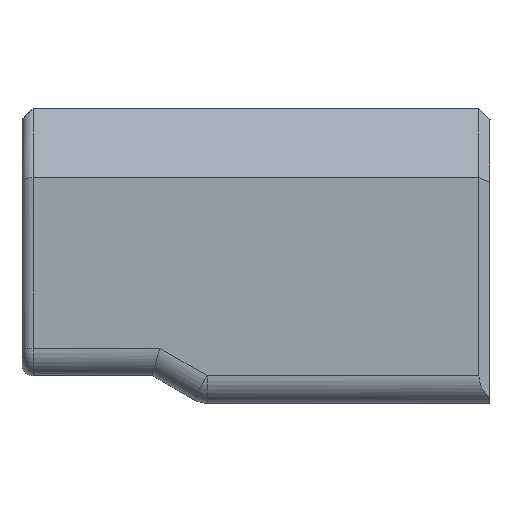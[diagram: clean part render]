
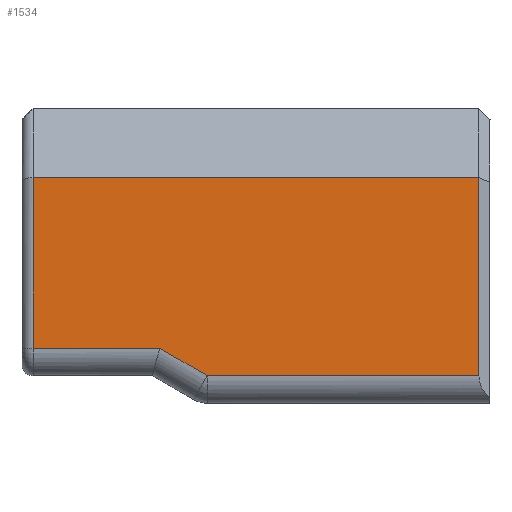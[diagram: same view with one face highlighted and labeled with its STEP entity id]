
A CAD part, left-side view. The second image highlights one B-rep face of the part: STEP entity #1534.
In plain terms, the highlighted planar face has unit normal (-1, 0, 0).
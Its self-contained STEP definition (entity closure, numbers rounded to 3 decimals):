
#111=PLANE('',#1697);
#179=FACE_OUTER_BOUND('',#278,.T.);
#278=EDGE_LOOP('',(#1205,#1206,#1207,#1208,#1209,#1210));
#383=LINE('',#3023,#498);
#384=LINE('',#3029,#499);
#386=LINE('',#3035,#501);
#387=LINE('',#3037,#502);
#388=LINE('',#3039,#503);
#389=LINE('',#3040,#504);
#498=VECTOR('',#2010,10.);
#499=VECTOR('',#2019,10.);
#501=VECTOR('',#2025,10.);
#502=VECTOR('',#2026,10.);
#503=VECTOR('',#2027,10.);
#504=VECTOR('',#2028,10.);
#719=VERTEX_POINT('',#3020);
#720=VERTEX_POINT('',#3022);
#721=VERTEX_POINT('',#3028);
#723=VERTEX_POINT('',#3034);
#724=VERTEX_POINT('',#3036);
#725=VERTEX_POINT('',#3038);
#896=EDGE_CURVE('',#719,#720,#383,.T.);
#899=EDGE_CURVE('',#720,#721,#384,.T.);
#902=EDGE_CURVE('',#719,#723,#386,.T.);
#903=EDGE_CURVE('',#723,#724,#387,.T.);
#904=EDGE_CURVE('',#725,#724,#388,.T.);
#905=EDGE_CURVE('',#721,#725,#389,.T.);
#1205=ORIENTED_EDGE('',*,*,#896,.F.);
#1206=ORIENTED_EDGE('',*,*,#902,.T.);
#1207=ORIENTED_EDGE('',*,*,#903,.T.);
#1208=ORIENTED_EDGE('',*,*,#904,.F.);
#1209=ORIENTED_EDGE('',*,*,#905,.F.);
#1210=ORIENTED_EDGE('',*,*,#899,.F.);
#1534=ADVANCED_FACE('',(#179),#111,.F.);
#1697=AXIS2_PLACEMENT_3D('',#3033,#2023,#2024);
#2010=DIRECTION('',(0.,1.,0.));
#2019=DIRECTION('',(0.,0.866,0.5));
#2023=DIRECTION('center_axis',(1.,0.,
0.));
#2024=DIRECTION('ref_axis',(0.,0.,-1.));
#2025=DIRECTION('',(0.,0.,1.));
#2026=DIRECTION('',(0.,1.,0.));
#2027=DIRECTION('',(0.,0.,1.));
#2028=DIRECTION('',(0.,1.,0.));
#3020=CARTESIAN_POINT('',(33.877,45.1,32.344));
#3022=CARTESIAN_POINT('',(33.877,54.968,32.344));
#3023=CARTESIAN_POINT('',(33.877,42.7,32.344));
#3028=CARTESIAN_POINT('',(33.877,56.7,33.344));
#3029=CARTESIAN_POINT('',(33.877,55.643,32.734));
#3033=CARTESIAN_POINT('Origin',(33.877,42.7,42.044));
#3034=CARTESIAN_POINT('',(33.877,45.1,39.544));
#3035=CARTESIAN_POINT('',(33.877,45.1,39.419));
#3036=CARTESIAN_POINT('',(33.877,61.3,39.544));
#3037=CARTESIAN_POINT('',(33.877,42.7,39.544));
#3038=CARTESIAN_POINT('',(33.877,61.3,33.344));
#3039=CARTESIAN_POINT('',(33.877,61.3,39.419));
#3040=CARTESIAN_POINT('',(33.877,42.7,33.344));
